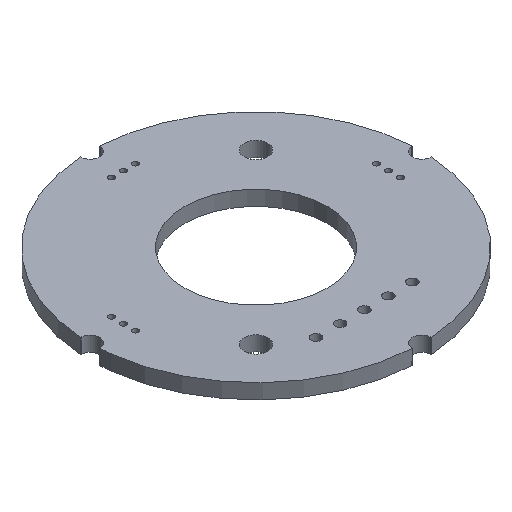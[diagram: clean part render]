
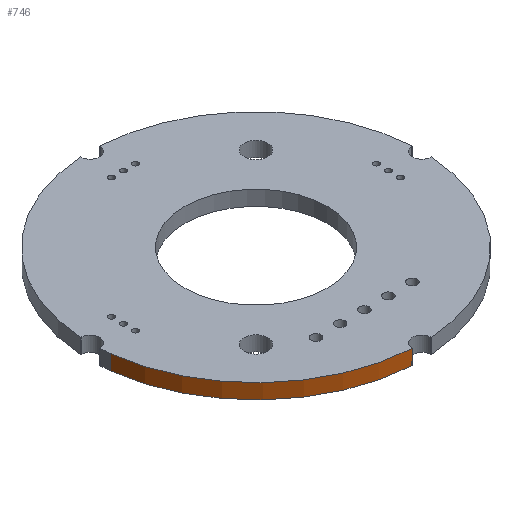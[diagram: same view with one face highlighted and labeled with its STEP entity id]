
A CAD part, isometric view. The second image highlights one B-rep face of the part: STEP entity #746.
In plain terms, the highlighted cylindrical face has radius 17.525 mm (diameter 35.05 mm), a partial arc.
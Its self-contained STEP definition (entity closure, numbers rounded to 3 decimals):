
#87=FACE_OUTER_BOUND('',#123,.T.);
#123=EDGE_LOOP('',(#598,#599,#600,#601));
#203=LINE('',#1252,#255);
#204=LINE('',#1258,#256);
#255=VECTOR('',#1042,10.);
#256=VECTOR('',#1049,10.);
#314=CIRCLE('',#847,17.525);
#315=CIRCLE('',#848,17.525);
#374=VERTEX_POINT('',#1248);
#375=VERTEX_POINT('',#1250);
#376=VERTEX_POINT('',#1254);
#377=VERTEX_POINT('',#1256);
#469=EDGE_CURVE('',#374,#375,#203,.T.);
#470=EDGE_CURVE('',#376,#374,#314,.T.);
#471=EDGE_CURVE('',#377,#375,#315,.T.);
#472=EDGE_CURVE('',#376,#377,#204,.T.);
#598=ORIENTED_EDGE('',*,*,#470,.T.);
#599=ORIENTED_EDGE('',*,*,#469,.T.);
#600=ORIENTED_EDGE('',*,*,#471,.F.);
#601=ORIENTED_EDGE('',*,*,#472,.F.);
#716=CYLINDRICAL_SURFACE('',#846,17.525);
#746=ADVANCED_FACE('',(#87),#716,.T.);
#846=AXIS2_PLACEMENT_3D('',#1253,#1043,#1044);
#847=AXIS2_PLACEMENT_3D('',#1255,#1045,#1046);
#848=AXIS2_PLACEMENT_3D('',#1257,#1047,#1048);
#1042=DIRECTION('',(0.,0.,1.));
#1043=DIRECTION('center_axis',(0.,0.,1.));
#1044=DIRECTION('ref_axis',(-0.993,-0.117,0.));
#1045=DIRECTION('center_axis',(0.,0.,1.));
#1046=DIRECTION('ref_axis',(-0.993,-0.117,0.));
#1047=DIRECTION('center_axis',(0.,0.,1.));
#1048=DIRECTION('ref_axis',(-0.993,-0.117,0.));
#1049=DIRECTION('',(0.,0.,1.));
#1248=CARTESIAN_POINT('',(-1.,-17.5,0.));
#1250=CARTESIAN_POINT('',(-1.,-17.5,1.57));
#1252=CARTESIAN_POINT('',(-1.,-17.5,0.));
#1253=CARTESIAN_POINT('Origin',(-0.003,-0.003,
0.));
#1254=CARTESIAN_POINT('',(-17.408,-2.048,0.));
#1255=CARTESIAN_POINT('Origin',(-0.003,-0.003,
0.));
#1256=CARTESIAN_POINT('',(-17.408,-2.048,1.57));
#1257=CARTESIAN_POINT('Origin',(-0.003,-0.003,
1.57));
#1258=CARTESIAN_POINT('',(-17.408,-2.048,0.));
